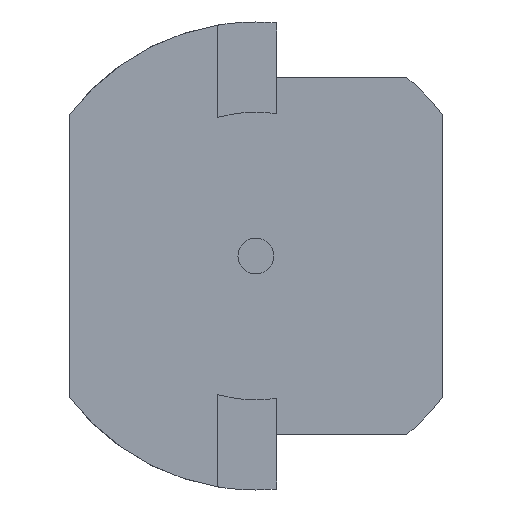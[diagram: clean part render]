
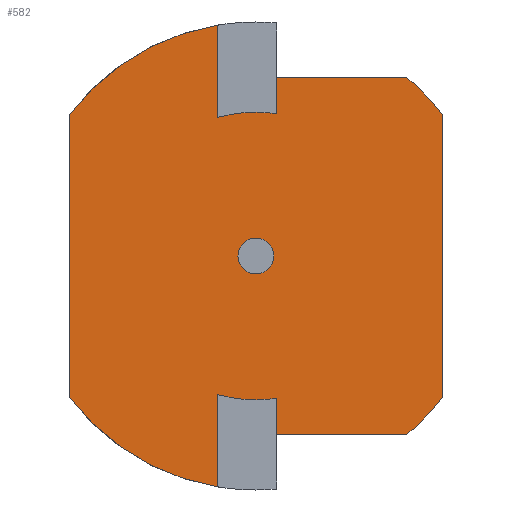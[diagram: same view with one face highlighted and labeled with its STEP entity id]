
A CAD part, left-side view. The second image highlights one B-rep face of the part: STEP entity #582.
In plain terms, the highlighted planar face has unit normal (-1, 0, 0).
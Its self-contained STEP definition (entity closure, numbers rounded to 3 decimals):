
#1=CARTESIAN_POINT('',(-4.191,0.,0.));
#2=DIRECTION('',(1.,0.,0.));
#3=DIRECTION('',(0.,-0.145,-0.989));
#4=AXIS2_PLACEMENT_3D('',#1,#2,#3);
#6=CARTESIAN_POINT('',(-4.191,0.,0.));
#7=DIRECTION('',(1.,0.,0.));
#8=DIRECTION('',(0.,0.,-1.));
#9=AXIS2_PLACEMENT_3D('',#6,#7,#8);
#11=DIRECTION('',(0.,0.,-1.));
#12=VECTOR('',#11,0.786);
#13=CARTESIAN_POINT('',(-4.191,0.327,-1.18));
#14=LINE('',#13,#12);
#15=CARTESIAN_POINT('',(-4.191,0.,0.));
#16=DIRECTION('',(1.,0.,0.));
#17=DIRECTION('',(0.,0.164,-0.986));
#18=AXIS2_PLACEMENT_3D('',#15,#16,#17);
#20=CARTESIAN_POINT('',(-4.191,0.,0.));
#21=DIRECTION('',(1.,0.,0.));
#22=DIRECTION('',(0.,0.796,0.605));
#23=AXIS2_PLACEMENT_3D('',#20,#21,#22);
#25=DIRECTION('',(0.,0.,-1.));
#26=VECTOR('',#25,0.786);
#27=CARTESIAN_POINT('',(-4.191,0.327,1.967));
#28=LINE('',#27,#26);
#29=CARTESIAN_POINT('',(-4.191,0.,0.));
#30=DIRECTION('',(1.,0.,0.));
#31=DIRECTION('',(0.,0.267,0.964));
#32=AXIS2_PLACEMENT_3D('',#29,#30,#31);
#34=CARTESIAN_POINT('',(-4.191,0.,0.));
#35=DIRECTION('',(1.,0.,0.));
#36=DIRECTION('',(0.,0.,1.));
#37=AXIS2_PLACEMENT_3D('',#34,#35,#36);
#39=CARTESIAN_POINT('',(-4.191,0.,0.));
#40=DIRECTION('',(1.,0.,0.));
#41=DIRECTION('',(0.,-0.645,0.764));
#42=AXIS2_PLACEMENT_3D('',#39,#40,#41);
#44=CARTESIAN_POINT('',(-4.191,0.,0.));
#45=DIRECTION('',(1.,0.,0.));
#46=DIRECTION('',(0.,-0.797,-0.603));
#47=AXIS2_PLACEMENT_3D('',#44,#45,#46);
#49=CARTESIAN_POINT('',(-4.191,0.,0.));
#50=DIRECTION('',(-1.,0.,0.));
#51=DIRECTION('',(0.,0.,1.));
#52=AXIS2_PLACEMENT_3D('',#49,#50,#51);
#54=CARTESIAN_POINT('',(-4.191,0.,0.));
#55=DIRECTION('',(-1.,0.,0.));
#56=DIRECTION('',(0.,0.,-1.));
#57=AXIS2_PLACEMENT_3D('',#54,#55,#56);
#63=DIRECTION('',(0.,0.,-1.));
#64=VECTOR('',#63,0.312);
#65=CARTESIAN_POINT('',(-4.191,-0.178,-1.212));
#66=LINE('',#65,#64);
#71=DIRECTION('',(0.,-1.,0.));
#72=VECTOR('',#71,1.108);
#73=CARTESIAN_POINT('',(-4.191,-0.178,-1.524));
#74=LINE('',#73,#72);
#139=DIRECTION('',(0.,1.,0.));
#140=VECTOR('',#139,1.108);
#141=CARTESIAN_POINT('',(-4.191,-1.286,1.524));
#142=LINE('',#141,#140);
#143=DIRECTION('',(0.,0.,-1.));
#144=VECTOR('',#143,0.312);
#145=CARTESIAN_POINT('',(-4.191,-0.178,1.524));
#146=LINE('',#145,#144);
#179=DIRECTION('',(0.,0.,-1.));
#180=VECTOR('',#179,2.413);
#181=CARTESIAN_POINT('',(-4.191,1.588,1.206));
#182=LINE('',#181,#180);
#255=DIRECTION('',(0.,0.,1.));
#256=VECTOR('',#255,2.406);
#257=CARTESIAN_POINT('',(-4.191,-1.59,-1.203));
#258=LINE('',#257,#256);
#413=CARTESIAN_POINT('',(-4.191,-0.178,-1.212));
#414=CARTESIAN_POINT('',(-4.191,-0.178,-1.524));
#415=VERTEX_POINT('',#413);
#416=VERTEX_POINT('',#414);
#417=CARTESIAN_POINT('',(-4.191,0.,-1.225));
#418=CARTESIAN_POINT('',(-4.191,0.327,-1.18));
#419=VERTEX_POINT('',#417);
#420=VERTEX_POINT('',#418);
#421=CARTESIAN_POINT('',(-4.191,0.327,-1.967));
#422=VERTEX_POINT('',#421);
#423=CARTESIAN_POINT('',(-4.191,1.588,-1.206));
#424=VERTEX_POINT('',#423);
#425=CARTESIAN_POINT('',(-4.191,1.588,1.206));
#426=VERTEX_POINT('',#425);
#427=CARTESIAN_POINT('',(-4.191,0.327,1.967));
#428=VERTEX_POINT('',#427);
#429=CARTESIAN_POINT('',(-4.191,0.327,1.18));
#430=VERTEX_POINT('',#429);
#431=CARTESIAN_POINT('',(-4.191,0.,1.225));
#432=VERTEX_POINT('',#431);
#433=CARTESIAN_POINT('',(-4.191,-0.178,1.212));
#434=VERTEX_POINT('',#433);
#435=CARTESIAN_POINT('',(-4.191,-0.178,1.524));
#436=VERTEX_POINT('',#435);
#437=CARTESIAN_POINT('',(-4.191,-1.286,1.524));
#438=VERTEX_POINT('',#437);
#439=CARTESIAN_POINT('',(-4.191,-1.59,1.203));
#440=VERTEX_POINT('',#439);
#441=CARTESIAN_POINT('',(-4.191,-1.59,-1.203));
#442=VERTEX_POINT('',#441);
#443=CARTESIAN_POINT('',(-4.191,-1.286,-1.524));
#444=VERTEX_POINT('',#443);
#445=CARTESIAN_POINT('',(-4.191,0.,0.152));
#446=CARTESIAN_POINT('',(-4.191,0.,-0.152));
#447=VERTEX_POINT('',#445);
#448=VERTEX_POINT('',#446);
#537=CARTESIAN_POINT('',(-4.191,0.,1.994));
#538=DIRECTION('',(1.,0.,0.));
#539=DIRECTION('',(0.,0.,-1.));
#540=AXIS2_PLACEMENT_3D('',#537,#538,#539);
#541=PLANE('',#540);
#543=ORIENTED_EDGE('',*,*,#542,.F.);
#545=ORIENTED_EDGE('',*,*,#544,.T.);
#547=ORIENTED_EDGE('',*,*,#546,.T.);
#549=ORIENTED_EDGE('',*,*,#548,.T.);
#551=ORIENTED_EDGE('',*,*,#550,.T.);
#553=ORIENTED_EDGE('',*,*,#552,.F.);
#555=ORIENTED_EDGE('',*,*,#554,.T.);
#557=ORIENTED_EDGE('',*,*,#556,.T.);
#559=ORIENTED_EDGE('',*,*,#558,.T.);
#561=ORIENTED_EDGE('',*,*,#560,.T.);
#563=ORIENTED_EDGE('',*,*,#562,.F.);
#565=ORIENTED_EDGE('',*,*,#564,.F.);
#567=ORIENTED_EDGE('',*,*,#566,.T.);
#569=ORIENTED_EDGE('',*,*,#568,.F.);
#571=ORIENTED_EDGE('',*,*,#570,.T.);
#573=ORIENTED_EDGE('',*,*,#572,.F.);
#574=EDGE_LOOP('',(#543,#545,#547,#549,#551,#553,#555,#557,#559,#561,#563,#565,
#567,#569,#571,#573));
#575=FACE_OUTER_BOUND('',#574,.F.);
#577=ORIENTED_EDGE('',*,*,#576,.T.);
#579=ORIENTED_EDGE('',*,*,#578,.T.);
#580=EDGE_LOOP('',(#577,#579));
#581=FACE_BOUND('',#580,.F.);
#582=ADVANCED_FACE('',(#575,#581),#541,.F.);
#5=CIRCLE('',#4,1.225);
#10=CIRCLE('',#9,1.225);
#19=CIRCLE('',#18,1.994);
#24=CIRCLE('',#23,1.994);
#33=CIRCLE('',#32,1.225);
#38=CIRCLE('',#37,1.225);
#43=CIRCLE('',#42,1.994);
#48=CIRCLE('',#47,1.994);
#53=CIRCLE('',#52,0.152);
#58=CIRCLE('',#57,0.152);
#542=EDGE_CURVE('',#415,#416,#66,.T.);
#544=EDGE_CURVE('',#415,#419,#5,.T.);
#546=EDGE_CURVE('',#419,#420,#10,.T.);
#548=EDGE_CURVE('',#420,#422,#14,.T.);
#550=EDGE_CURVE('',#422,#424,#19,.T.);
#552=EDGE_CURVE('',#426,#424,#182,.T.);
#554=EDGE_CURVE('',#426,#428,#24,.T.);
#556=EDGE_CURVE('',#428,#430,#28,.T.);
#558=EDGE_CURVE('',#430,#432,#33,.T.);
#560=EDGE_CURVE('',#432,#434,#38,.T.);
#562=EDGE_CURVE('',#436,#434,#146,.T.);
#564=EDGE_CURVE('',#438,#436,#142,.T.);
#566=EDGE_CURVE('',#438,#440,#43,.T.);
#568=EDGE_CURVE('',#442,#440,#258,.T.);
#570=EDGE_CURVE('',#442,#444,#48,.T.);
#572=EDGE_CURVE('',#416,#444,#74,.T.);
#576=EDGE_CURVE('',#447,#448,#53,.T.);
#578=EDGE_CURVE('',#448,#447,#58,.T.);
